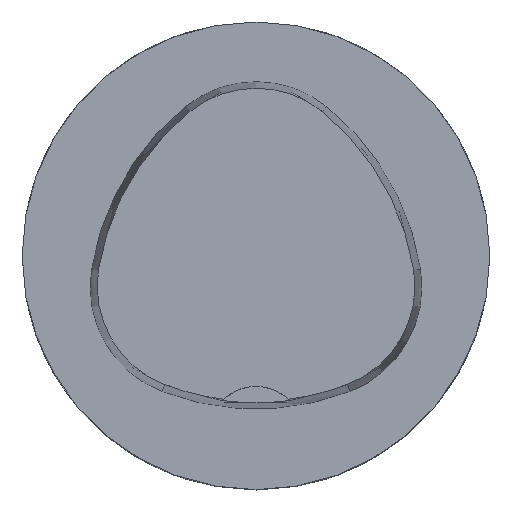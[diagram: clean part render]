
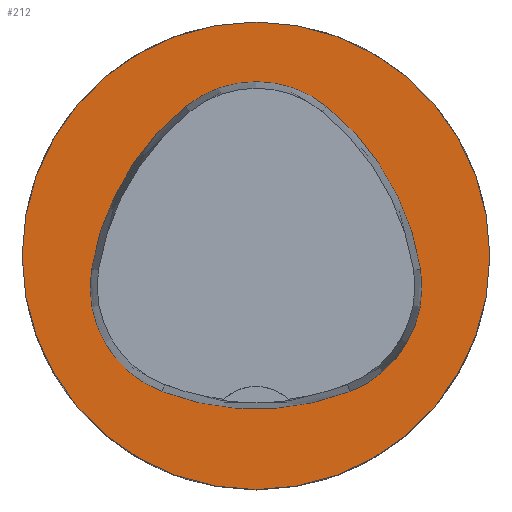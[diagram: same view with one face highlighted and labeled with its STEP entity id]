
A CAD part, top view. The second image highlights one B-rep face of the part: STEP entity #212.
In plain terms, the highlighted planar face has unit normal (0, 0, 1).
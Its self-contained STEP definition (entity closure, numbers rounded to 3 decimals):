
#212=ADVANCED_FACE('',(#396,#397),#250,.T.);
#250=PLANE('',#1159);
#396=FACE_BOUND('',#453,.T.);
#397=FACE_BOUND('',#454,.T.);
#453=EDGE_LOOP('',(#642,#643,#644,#645,#646,#647));
#454=EDGE_LOOP('',(#648));
#642=ORIENTED_EDGE('',*,*,#924,.T.);
#643=ORIENTED_EDGE('',*,*,#904,.T.);
#644=ORIENTED_EDGE('',*,*,#908,.T.);
#645=ORIENTED_EDGE('',*,*,#911,.T.);
#646=ORIENTED_EDGE('',*,*,#914,.T.);
#647=ORIENTED_EDGE('',*,*,#922,.T.);
#648=ORIENTED_EDGE('',*,*,#895,.F.);
#793=VERTEX_POINT('',#1806);
#802=VERTEX_POINT('',#1825);
#803=VERTEX_POINT('',#1826);
#806=VERTEX_POINT('',#1834);
#808=VERTEX_POINT('',#1840);
#810=VERTEX_POINT('',#1846);
#817=VERTEX_POINT('',#1867);
#895=EDGE_CURVE('',#793,#793,#974,.T.);
#904=EDGE_CURVE('',#802,#803,#975,.T.);
#908=EDGE_CURVE('',#803,#806,#977,.T.);
#911=EDGE_CURVE('',#806,#808,#979,.T.);
#914=EDGE_CURVE('',#808,#810,#981,.T.);
#922=EDGE_CURVE('',#810,#817,#985,.T.);
#924=EDGE_CURVE('',#817,#802,#987,.T.);
#974=CIRCLE('',#1131,25.);
#975=CIRCLE('',#1137,28.);
#977=CIRCLE('',#1140,12.);
#979=CIRCLE('',#1143,28.);
#981=CIRCLE('',#1146,12.);
#985=CIRCLE('',#1151,28.);
#987=CIRCLE('',#1154,12.);
#1131=AXIS2_PLACEMENT_3D('',#1805,#1336,#1337);
#1137=AXIS2_PLACEMENT_3D('',#1824,#1352,#1353);
#1140=AXIS2_PLACEMENT_3D('',#1833,#1360,#1361);
#1143=AXIS2_PLACEMENT_3D('',#1839,#1367,#1368);
#1146=AXIS2_PLACEMENT_3D('',#1845,#1374,#1375);
#1151=AXIS2_PLACEMENT_3D('',#1868,#1386,#1387);
#1154=AXIS2_PLACEMENT_3D('',#1871,#1392,#1393);
#1159=AXIS2_PLACEMENT_3D('',#1876,#1402,#1403);
#1336=DIRECTION('',(0.,0.,-1.));
#1337=DIRECTION('',(-1.,0.,0.));
#1352=DIRECTION('',(0.,0.,-1.));
#1353=DIRECTION('',(-1.,0.,0.));
#1360=DIRECTION('',(0.,0.,-1.));
#1361=DIRECTION('',(-1.,0.,0.));
#1367=DIRECTION('',(0.,0.,-1.));
#1368=DIRECTION('',(-1.,0.,0.));
#1374=DIRECTION('',(0.,0.,-1.));
#1375=DIRECTION('',(-1.,0.,0.));
#1386=DIRECTION('',(0.,0.,-1.));
#1387=DIRECTION('',(-1.,0.,0.));
#1392=DIRECTION('',(0.,0.,-1.));
#1393=DIRECTION('',(-1.,0.,0.));
#1402=DIRECTION('',(0.,0.,1.));
#1403=DIRECTION('',(1.,0.,0.));
#1805=CARTESIAN_POINT('',(0.,0.,0.));
#1806=CARTESIAN_POINT('',(-25.,0.,0.));
#1824=CARTESIAN_POINT('',(10.068,-5.824,0.));
#1825=CARTESIAN_POINT('',(-17.584,-1.424,0.));
#1826=CARTESIAN_POINT('',(-7.531,15.953,0.));
#1833=CARTESIAN_POINT('',(0.011,6.62,0.));
#1834=CARTESIAN_POINT('',(7.567,15.942,0.));
#1839=CARTESIAN_POINT('',(-10.063,-5.81,0.));
#1840=CARTESIAN_POINT('',(17.59,-1.418,0.));
#1845=CARTESIAN_POINT('',(5.739,-3.3,0.));
#1846=CARTESIAN_POINT('',(10.05,-14.499,0.));
#1867=CARTESIAN_POINT('',(-10.025,-14.516,0.));
#1868=CARTESIAN_POINT('',(-0.01,11.631,0.));
#1871=CARTESIAN_POINT('',(-5.733,-3.31,0.));
#1876=CARTESIAN_POINT('',(0.,0.,0.));
